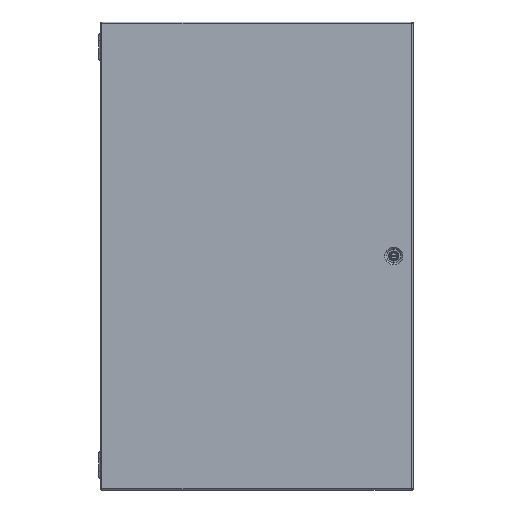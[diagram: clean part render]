
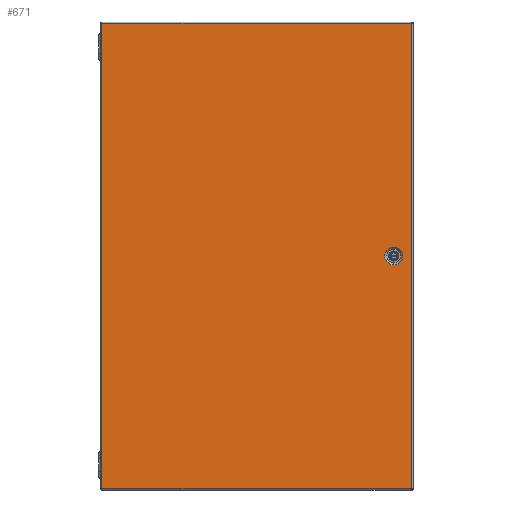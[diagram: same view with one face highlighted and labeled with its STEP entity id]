
A CAD part, top view. The second image highlights one B-rep face of the part: STEP entity #671.
In plain terms, the highlighted planar face has unit normal (0, 0, 1).
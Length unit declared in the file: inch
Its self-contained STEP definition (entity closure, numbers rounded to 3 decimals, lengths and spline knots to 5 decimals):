
#12 = CARTESIAN_POINT ( 'NONE',  ( 12.0055, -18.0795, 8.133 ) ) ;
#200 = PLANE ( 'NONE',  #24419 ) ;
#270 = EDGE_LOOP ( 'NONE', ( #8614, #6196, #6443, #26029 ) ) ;
#334 = CARTESIAN_POINT ( 'NONE',  ( -12.0785, -18.0795, 8.133 ) ) ;
#671 = ADVANCED_FACE ( 'NONE', ( #23512, #4378 ), #200, .F. ) ;
#1095 = CARTESIAN_POINT ( 'NONE',  ( -12.0785, 18.0795, 8.133 ) ) ;
#1637 = VERTEX_POINT ( 'NONE', #11523 ) ;
#2503 = DIRECTION ( 'NONE',  ( 0., -1., 0. ) ) ;
#2703 = DIRECTION ( 'NONE',  ( 0., 0., -1. ) ) ;
#2806 = CARTESIAN_POINT ( 'NONE',  ( 10.6135, 0.68868, 8.133 ) ) ;
#3529 = VECTOR ( 'NONE', #15249, 39.37008 ) ;
#4378 = FACE_OUTER_BOUND ( 'NONE', #270, .T. ) ;
#4918 = VECTOR ( 'NONE', #2503, 39.37008 ) ;
#5846 = DIRECTION ( 'NONE',  ( -1., 0., 0. ) ) ;
#6148 = VECTOR ( 'NONE', #11926, 39.37008 ) ;
#6196 = ORIENTED_EDGE ( 'NONE', *, *, #24371, .F. ) ;
#6443 = ORIENTED_EDGE ( 'NONE', *, *, #21728, .F. ) ;
#6508 = VECTOR ( 'NONE', #5846, 39.37008 ) ;
#8013 = CIRCLE ( 'NONE', #23637, 0.68868 ) ;
#8614 = ORIENTED_EDGE ( 'NONE', *, *, #25581, .F. ) ;
#8962 = CARTESIAN_POINT ( 'NONE',  ( -12.0785, 18.0795, 8.133 ) ) ;
#9667 = CARTESIAN_POINT ( 'NONE',  ( 12.0055, -18.0795, 8.133 ) ) ;
#10055 = DIRECTION ( 'NONE',  ( 0., 0., 1. ) ) ;
#10167 = LINE ( 'NONE', #24834, #6508 ) ;
#10719 = CARTESIAN_POINT ( 'NONE',  ( 10.6135, 0., 8.133 ) ) ;
#10930 = VERTEX_POINT ( 'NONE', #23122 ) ;
#11523 = CARTESIAN_POINT ( 'NONE',  ( 10.6135, -0.68868, 8.133 ) ) ;
#11819 = AXIS2_PLACEMENT_3D ( 'NONE', #10719, #12540, #21063 ) ;
#11926 = DIRECTION ( 'NONE',  ( 0., 1., 0. ) ) ;
#12314 = VERTEX_POINT ( 'NONE', #19219 ) ;
#12540 = DIRECTION ( 'NONE',  ( 0., 0., 1. ) ) ;
#12827 = LINE ( 'NONE', #12, #4918 ) ;
#14808 = ORIENTED_EDGE ( 'NONE', *, *, #24497, .F. ) ;
#15249 = DIRECTION ( 'NONE',  ( 1., 0., 0. ) ) ;
#18432 = DIRECTION ( 'NONE',  ( 0., -1., 0. ) ) ;
#18801 = VERTEX_POINT ( 'NONE', #2806 ) ;
#19219 = CARTESIAN_POINT ( 'NONE',  ( 12.0055, 18.0795, 8.133 ) ) ;
#19981 = LINE ( 'NONE', #8962, #3529 ) ;
#20302 = LINE ( 'NONE', #22689, #6148 ) ;
#20419 = EDGE_CURVE ( 'NONE', #18801, #1637, #21184, .T. ) ;
#20669 = CARTESIAN_POINT ( 'NONE',  ( 10.6135, 0., 8.133 ) ) ;
#21063 = DIRECTION ( 'NONE',  ( 0., -1., 0. ) ) ;
#21140 = VERTEX_POINT ( 'NONE', #9667 ) ;
#21184 = CIRCLE ( 'NONE', #11819, 0.68868 ) ;
#21482 = EDGE_CURVE ( 'NONE', #21140, #10930, #10167, .T. ) ;
#21728 = EDGE_CURVE ( 'NONE', #10930, #21817, #20302, .T. ) ;
#21817 = VERTEX_POINT ( 'NONE', #1095 ) ;
#22689 = CARTESIAN_POINT ( 'NONE',  ( -12.0785, -18.0795, 8.133 ) ) ;
#23122 = CARTESIAN_POINT ( 'NONE',  ( -12.0785, -18.0795, 8.133 ) ) ;
#23512 = FACE_BOUND ( 'NONE', #27116, .T. ) ;
#23517 = ORIENTED_EDGE ( 'NONE', *, *, #20419, .F. ) ;
#23637 = AXIS2_PLACEMENT_3D ( 'NONE', #20669, #10055, #18432 ) ;
#24371 = EDGE_CURVE ( 'NONE', #21817, #12314, #19981, .T. ) ;
#24419 = AXIS2_PLACEMENT_3D ( 'NONE', #334, #2703, #25897 ) ;
#24497 = EDGE_CURVE ( 'NONE', #1637, #18801, #8013, .T. ) ;
#24834 = CARTESIAN_POINT ( 'NONE',  ( -12.0785, -18.0795, 8.133 ) ) ;
#25581 = EDGE_CURVE ( 'NONE', #12314, #21140, #12827, .T. ) ;
#25897 = DIRECTION ( 'NONE',  ( -1., 0., 0. ) ) ;
#26029 = ORIENTED_EDGE ( 'NONE', *, *, #21482, .F. ) ;
#27116 = EDGE_LOOP ( 'NONE', ( #14808, #23517 ) ) ;
